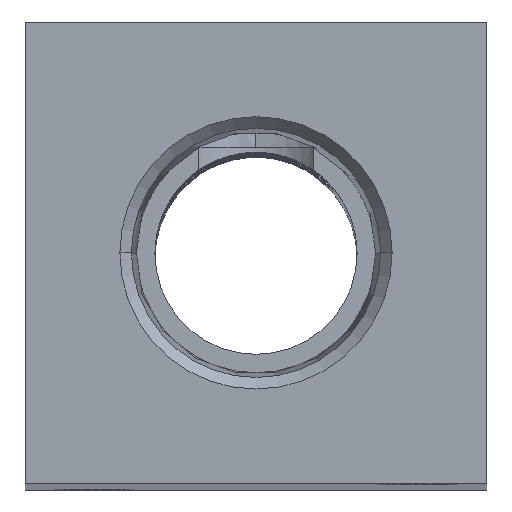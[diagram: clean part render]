
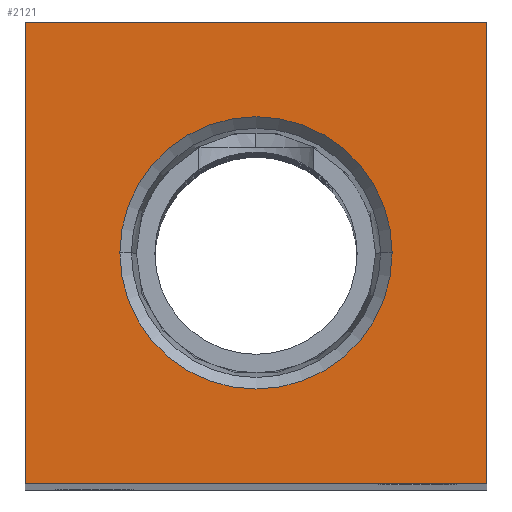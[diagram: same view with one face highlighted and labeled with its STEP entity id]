
A CAD part, top view. The second image highlights one B-rep face of the part: STEP entity #2121.
In plain terms, the highlighted planar face has unit normal (0, 0, 1).
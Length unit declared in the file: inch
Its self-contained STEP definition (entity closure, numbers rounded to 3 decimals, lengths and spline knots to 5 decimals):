
#20 = CIRCLE ( 'NONE', #1754, 0.29487 ) ;
#40 = VERTEX_POINT ( 'NONE', #2347 ) ;
#149 = VERTEX_POINT ( 'NONE', #1965 ) ;
#194 = ORIENTED_EDGE ( 'NONE', *, *, #2195, .T. ) ;
#231 = LINE ( 'NONE', #3753, #1855 ) ;
#504 = DIRECTION ( 'NONE',  ( 0., -1., 0. ) ) ;
#602 = ORIENTED_EDGE ( 'NONE', *, *, #865, .F. ) ;
#634 = DIRECTION ( 'NONE',  ( 1., 0., 0. ) ) ;
#865 = EDGE_CURVE ( 'NONE', #2998, #1871, #20, .T. ) ;
#939 = ORIENTED_EDGE ( 'NONE', *, *, #2492, .T. ) ;
#964 = FACE_OUTER_BOUND ( 'NONE', #3188, .T. ) ;
#1060 = FACE_BOUND ( 'NONE', #3014, .T. ) ;
#1181 = CARTESIAN_POINT ( 'NONE',  ( 0.5, 0.5, 3.875 ) ) ;
#1291 = CARTESIAN_POINT ( 'NONE',  ( 0., 0., 3.875 ) ) ;
#1298 = VECTOR ( 'NONE', #634, 39.37008 ) ;
#1344 = CARTESIAN_POINT ( 'NONE',  ( 0.5, -0.5, 3.875 ) ) ;
#1533 = DIRECTION ( 'NONE',  ( 0., 0., 1. ) ) ;
#1534 = AXIS2_PLACEMENT_3D ( 'NONE', #1291, #3412, #1612 ) ;
#1612 = DIRECTION ( 'NONE',  ( 1., 0., 0. ) ) ;
#1644 = PLANE ( 'NONE',  #1711 ) ;
#1711 = AXIS2_PLACEMENT_3D ( 'NONE', #1737, #1533, #2069 ) ;
#1737 = CARTESIAN_POINT ( 'NONE',  ( 0., 0., 3.875 ) ) ;
#1754 = AXIS2_PLACEMENT_3D ( 'NONE', #3655, #3646, #3637 ) ;
#1855 = VECTOR ( 'NONE', #3157, 39.37008 ) ;
#1871 = VERTEX_POINT ( 'NONE', #3246 ) ;
#1965 = CARTESIAN_POINT ( 'NONE',  ( -0.5, 0.5, 3.875 ) ) ;
#2069 = DIRECTION ( 'NONE',  ( 1., 0., 0. ) ) ;
#2121 = ADVANCED_FACE ( 'NONE', ( #1060, #964 ), #1644, .T. ) ;
#2166 = EDGE_CURVE ( 'NONE', #149, #40, #3228, .T. ) ;
#2195 = EDGE_CURVE ( 'NONE', #3393, #2832, #3474, .T. ) ;
#2347 = CARTESIAN_POINT ( 'NONE',  ( -0.5, -0.5, 3.875 ) ) ;
#2486 = VECTOR ( 'NONE', #504, 39.37008 ) ;
#2492 = EDGE_CURVE ( 'NONE', #40, #3393, #3623, .T. ) ;
#2503 = ORIENTED_EDGE ( 'NONE', *, *, #3506, .F. ) ;
#2510 = ORIENTED_EDGE ( 'NONE', *, *, #2166, .T. ) ;
#2544 = EDGE_CURVE ( 'NONE', #2832, #149, #231, .T. ) ;
#2569 = ORIENTED_EDGE ( 'NONE', *, *, #2544, .T. ) ;
#2729 = VECTOR ( 'NONE', #3261, 39.37008 ) ;
#2765 = CARTESIAN_POINT ( 'NONE',  ( 0.5, -0.5, 3.875 ) ) ;
#2832 = VERTEX_POINT ( 'NONE', #1181 ) ;
#2998 = VERTEX_POINT ( 'NONE', #3107 ) ;
#3014 = EDGE_LOOP ( 'NONE', ( #2503, #602 ) ) ;
#3107 = CARTESIAN_POINT ( 'NONE',  ( -0.29487, 0., 3.875 ) ) ;
#3157 = DIRECTION ( 'NONE',  ( -1., 0., 0. ) ) ;
#3188 = EDGE_LOOP ( 'NONE', ( #2510, #939, #194, #2569 ) ) ;
#3228 = LINE ( 'NONE', #3513, #2486 ) ;
#3246 = CARTESIAN_POINT ( 'NONE',  ( 0.29487, 0., 3.875 ) ) ;
#3261 = DIRECTION ( 'NONE',  ( 0., 1., 0. ) ) ;
#3290 = CARTESIAN_POINT ( 'NONE',  ( 0.5, -0.5, 3.875 ) ) ;
#3393 = VERTEX_POINT ( 'NONE', #2765 ) ;
#3412 = DIRECTION ( 'NONE',  ( 0., 0., 1. ) ) ;
#3474 = LINE ( 'NONE', #3290, #2729 ) ;
#3506 = EDGE_CURVE ( 'NONE', #1871, #2998, #3697, .T. ) ;
#3513 = CARTESIAN_POINT ( 'NONE',  ( -0.5, -0.5, 3.875 ) ) ;
#3623 = LINE ( 'NONE', #1344, #1298 ) ;
#3637 = DIRECTION ( 'NONE',  ( 1., 0., 0. ) ) ;
#3646 = DIRECTION ( 'NONE',  ( 0., 0., 1. ) ) ;
#3655 = CARTESIAN_POINT ( 'NONE',  ( 0., 0., 3.875 ) ) ;
#3697 = CIRCLE ( 'NONE', #1534, 0.29487 ) ;
#3753 = CARTESIAN_POINT ( 'NONE',  ( 0.5, 0.5, 3.875 ) ) ;
